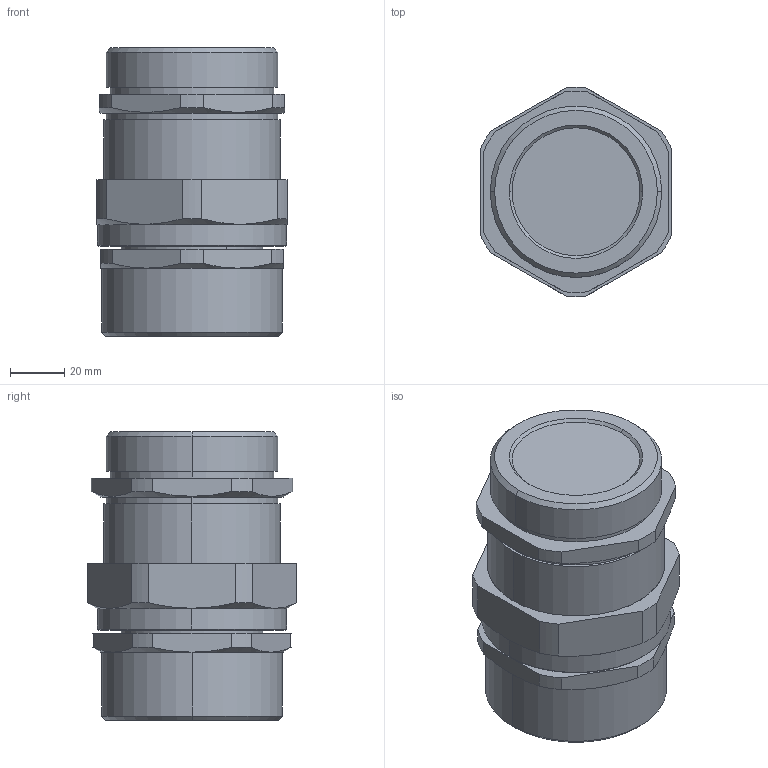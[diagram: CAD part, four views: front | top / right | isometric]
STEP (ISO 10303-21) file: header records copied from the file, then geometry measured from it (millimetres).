
FILE_DESCRIPTION (( 'STEP AP203' ), '1' );
FILE_NAME ('ﾊﾍﾂﾒﾂ6Mﾍ.STEP', '2021-05-27T09:33:12', ( '' ), ( '' ), 'SwSTEP 2.0', 'SolidWorks 2018', '' );
FILE_SCHEMA (( 'CONFIG_CONTROL_DESIGN' ));
Length unit declared in the file: millimetre
Products named in the file (1): ﾊﾍﾂﾒﾂ6Mﾍ
Bounding box: 70 x 76.96 x 106 mm (x, y, z)
Surface area: 36836.5 mm2 (no closed solid volume)
Topology: 0 solids, 2 shells, 93 faces, 222 edges, 142 vertices
Faces by surface type: cylinder 36, plane 31, cone 26
Entity records: 2956 total; most frequent: CARTESIAN_POINT 682, DIRECTION 484, ORIENTED_EDGE 440, EDGE_CURVE 222, AXIS2_PLACEMENT_3D 196, VERTEX_POINT 142, EDGE_LOOP 104, CIRCLE 102
